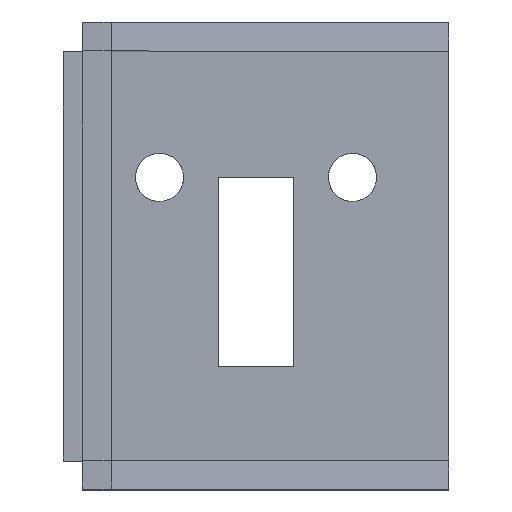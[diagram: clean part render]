
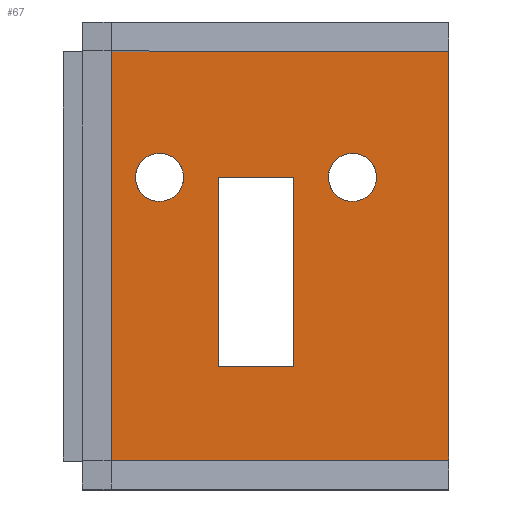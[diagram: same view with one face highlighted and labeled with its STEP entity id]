
A CAD part, top view. The second image highlights one B-rep face of the part: STEP entity #67.
In plain terms, the highlighted planar face has unit normal (0, 0, 1).
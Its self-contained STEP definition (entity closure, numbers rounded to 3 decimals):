
#67=ADVANCED_FACE($,(#140,#92,#93,#94),#786,.T.);
#92=FACE_BOUND($,#209,.T.);
#93=FACE_BOUND($,#210,.T.);
#94=FACE_BOUND($,#211,.T.);
#140=FACE_OUTER_BOUND($,#208,.T.);
#208=EDGE_LOOP($,(#448,#449,#450,#451,#452));
#209=EDGE_LOOP($,(#453,#454,#455,#456));
#210=EDGE_LOOP($,(#457,#458));
#211=EDGE_LOOP($,(#459,#460));
#448=ORIENTED_EDGE($,*,*,#526,.T.);
#449=ORIENTED_EDGE($,*,*,#528,.T.);
#450=ORIENTED_EDGE($,*,*,#530,.T.);
#451=ORIENTED_EDGE($,*,*,#532,.T.);
#452=ORIENTED_EDGE($,*,*,#622,.F.);
#453=ORIENTED_EDGE($,*,*,#538,.T.);
#454=ORIENTED_EDGE($,*,*,#548,.T.);
#455=ORIENTED_EDGE($,*,*,#547,.T.);
#456=ORIENTED_EDGE($,*,*,#546,.T.);
#457=ORIENTED_EDGE($,*,*,#540,.T.);
#458=ORIENTED_EDGE($,*,*,#627,.T.);
#459=ORIENTED_EDGE($,*,*,#542,.T.);
#460=ORIENTED_EDGE($,*,*,#630,.T.);
#526=EDGE_CURVE($,#664,#665,#836,.T.);
#528=EDGE_CURVE($,#665,#666,#838,.T.);
#530=EDGE_CURVE($,#666,#667,#840,.T.);
#532=EDGE_CURVE($,#667,#668,#842,.T.);
#538=EDGE_CURVE($,#671,#679,#848,.T.);
#540=EDGE_CURVE($,#672,#723,#791,.T.);
#542=EDGE_CURVE($,#673,#725,#792,.T.);
#546=EDGE_CURVE($,#677,#671,#854,.T.);
#547=EDGE_CURVE($,#678,#677,#855,.T.);
#548=EDGE_CURVE($,#679,#678,#856,.T.);
#622=EDGE_CURVE($,#664,#668,#920,.T.);
#627=EDGE_CURVE($,#723,#672,#804,.T.);
#630=EDGE_CURVE($,#725,#673,#806,.T.);
#664=VERTEX_POINT($,#1683);
#665=VERTEX_POINT($,#1684);
#666=VERTEX_POINT($,#1685);
#667=VERTEX_POINT($,#1686);
#668=VERTEX_POINT($,#1687);
#671=VERTEX_POINT($,#1690);
#672=VERTEX_POINT($,#1691);
#673=VERTEX_POINT($,#1692);
#677=VERTEX_POINT($,#1696);
#678=VERTEX_POINT($,#1697);
#679=VERTEX_POINT($,#1698);
#723=VERTEX_POINT($,#1742);
#725=VERTEX_POINT($,#1744);
#786=PLANE($,#986);
#791=(
BOUNDED_CURVE()
B_SPLINE_CURVE(2,(#1110,#1111,#1112,#1113,#1114),.UNSPECIFIED.,.F.,.F.)
B_SPLINE_CURVE_WITH_KNOTS((3,2,3),(-15.708,-11.781,-7.854),
.UNSPECIFIED.)
CURVE()
GEOMETRIC_REPRESENTATION_ITEM()
RATIONAL_B_SPLINE_CURVE((1.,0.707,1.,0.707,1.))
REPRESENTATION_ITEM($)
);
#792=(
BOUNDED_CURVE()
B_SPLINE_CURVE(2,(#1117,#1118,#1119,#1120,#1121),.UNSPECIFIED.,.F.,.F.)
B_SPLINE_CURVE_WITH_KNOTS((3,2,3),(-15.708,-11.781,-7.854),
.UNSPECIFIED.)
CURVE()
GEOMETRIC_REPRESENTATION_ITEM()
RATIONAL_B_SPLINE_CURVE((1.,0.707,1.,0.707,1.))
REPRESENTATION_ITEM($)
);
#804=(
BOUNDED_CURVE()
B_SPLINE_CURVE(2,(#1349,#1350,#1351,#1352,#1353),.UNSPECIFIED.,.F.,.F.)
B_SPLINE_CURVE_WITH_KNOTS((3,2,3),(-7.854,-3.927,0.),
.UNSPECIFIED.)
CURVE()
GEOMETRIC_REPRESENTATION_ITEM()
RATIONAL_B_SPLINE_CURVE((1.,0.707,1.,0.707,1.))
REPRESENTATION_ITEM($)
);
#806=(
BOUNDED_CURVE()
B_SPLINE_CURVE(2,(#1361,#1362,#1363,#1364,#1365),.UNSPECIFIED.,.F.,.F.)
B_SPLINE_CURVE_WITH_KNOTS((3,2,3),(-7.854,-3.927,0.),
.UNSPECIFIED.)
CURVE()
GEOMETRIC_REPRESENTATION_ITEM()
RATIONAL_B_SPLINE_CURVE((1.,0.707,1.,0.707,1.))
REPRESENTATION_ITEM($)
);
#836=B_SPLINE_CURVE_WITH_KNOTS($,1,(#1082,#1083),.UNSPECIFIED.,.F.,.F.,(2,
2),(-36.208,-1.208),.UNSPECIFIED.);
#838=B_SPLINE_CURVE_WITH_KNOTS($,1,(#1086,#1087),.UNSPECIFIED.,.F.,.F.,(2,
2),(-19.397,0.),.UNSPECIFIED.);
#840=B_SPLINE_CURVE_WITH_KNOTS($,1,(#1090,#1091),.UNSPECIFIED.,.F.,.F.,(2,
2),(-20.,3.021),.UNSPECIFIED.);
#842=B_SPLINE_CURVE_WITH_KNOTS($,1,(#1094,#1095),.UNSPECIFIED.,.F.,.F.,(2,
2),(-35.,0.),.UNSPECIFIED.);
#848=B_SPLINE_CURVE_WITH_KNOTS($,1,(#1106,#1107),.UNSPECIFIED.,.F.,.F.,(2,
2),(-54.738,-35.163),.UNSPECIFIED.);
#854=B_SPLINE_CURVE_WITH_KNOTS($,1,(#1128,#1129),.UNSPECIFIED.,.F.,.F.,(2,
2),(-7.794,0.),.UNSPECIFIED.);
#855=B_SPLINE_CURVE_WITH_KNOTS($,1,(#1130,#1131),.UNSPECIFIED.,.F.,.F.,(2,
2),(-27.369,-7.794),.UNSPECIFIED.);
#856=B_SPLINE_CURVE_WITH_KNOTS($,1,(#1132,#1133),.UNSPECIFIED.,.F.,.F.,(2,
2),(-35.163,-27.369),.UNSPECIFIED.);
#920=B_SPLINE_CURVE_WITH_KNOTS($,1,(#1336,#1337),.UNSPECIFIED.,.F.,.F.,(2,
2),(345.344,387.762),.UNSPECIFIED.);
#986=AXIS2_PLACEMENT_3D($,#1572,#1028,$);
#1028=DIRECTION($,(0.,0.,1.));
#1082=CARTESIAN_POINT($,(11.165,37.721,204.293));
#1083=CARTESIAN_POINT($,(46.165,37.721,204.293));
#1086=CARTESIAN_POINT($,(46.165,37.721,204.293));
#1087=CARTESIAN_POINT($,(46.165,57.117,204.293));
#1090=CARTESIAN_POINT($,(46.165,57.117,204.293));
#1091=CARTESIAN_POINT($,(46.165,80.139,204.293));
#1094=CARTESIAN_POINT($,(46.165,80.139,204.293));
#1095=CARTESIAN_POINT($,(11.165,80.139,204.293));
#1106=CARTESIAN_POINT($,(22.269,47.542,204.293));
#1107=CARTESIAN_POINT($,(22.269,67.117,204.293));
#1110=CARTESIAN_POINT($,(16.165,69.617,204.293));
#1111=CARTESIAN_POINT($,(18.665,69.617,204.293));
#1112=CARTESIAN_POINT($,(18.665,67.117,204.293));
#1113=CARTESIAN_POINT($,(18.665,64.617,204.293));
#1114=CARTESIAN_POINT($,(16.165,64.617,204.293));
#1117=CARTESIAN_POINT($,(36.165,69.617,204.293));
#1118=CARTESIAN_POINT($,(38.665,69.617,204.293));
#1119=CARTESIAN_POINT($,(38.665,67.117,204.293));
#1120=CARTESIAN_POINT($,(38.665,64.617,204.293));
#1121=CARTESIAN_POINT($,(36.165,64.617,204.293));
#1128=CARTESIAN_POINT($,(30.062,47.542,204.293));
#1129=CARTESIAN_POINT($,(22.269,47.542,204.293));
#1130=CARTESIAN_POINT($,(30.062,67.117,204.293));
#1131=CARTESIAN_POINT($,(30.062,47.542,204.293));
#1132=CARTESIAN_POINT($,(22.269,67.117,204.293));
#1133=CARTESIAN_POINT($,(30.062,67.117,204.293));
#1336=CARTESIAN_POINT($,(11.165,37.721,204.293));
#1337=CARTESIAN_POINT($,(11.165,80.139,204.293));
#1349=CARTESIAN_POINT($,(16.165,64.617,204.293));
#1350=CARTESIAN_POINT($,(13.665,64.617,204.293));
#1351=CARTESIAN_POINT($,(13.665,67.117,204.293));
#1352=CARTESIAN_POINT($,(13.665,69.617,204.293));
#1353=CARTESIAN_POINT($,(16.165,69.617,204.293));
#1361=CARTESIAN_POINT($,(36.165,64.617,204.293));
#1362=CARTESIAN_POINT($,(33.665,64.617,204.293));
#1363=CARTESIAN_POINT($,(33.665,67.117,204.293));
#1364=CARTESIAN_POINT($,(33.665,69.617,204.293));
#1365=CARTESIAN_POINT($,(36.165,69.617,204.293));
#1572=CARTESIAN_POINT($,(11.165,37.721,204.293));
#1683=CARTESIAN_POINT($,(11.165,37.721,204.293));
#1684=CARTESIAN_POINT($,(46.165,37.721,204.293));
#1685=CARTESIAN_POINT($,(46.165,57.117,204.293));
#1686=CARTESIAN_POINT($,(46.165,80.139,204.293));
#1687=CARTESIAN_POINT($,(11.165,80.139,204.293));
#1690=CARTESIAN_POINT($,(22.269,47.542,204.293));
#1691=CARTESIAN_POINT($,(16.165,69.617,204.293));
#1692=CARTESIAN_POINT($,(36.165,69.617,204.293));
#1696=CARTESIAN_POINT($,(30.062,47.542,204.293));
#1697=CARTESIAN_POINT($,(30.062,67.117,204.293));
#1698=CARTESIAN_POINT($,(22.269,67.117,204.293));
#1742=CARTESIAN_POINT($,(16.165,64.617,204.293));
#1744=CARTESIAN_POINT($,(36.165,64.617,204.293));
